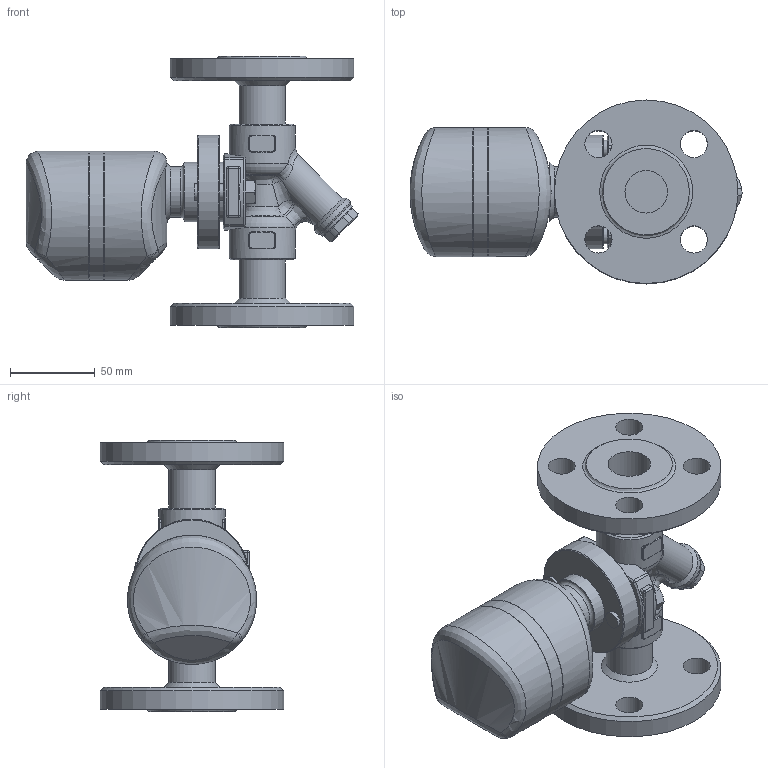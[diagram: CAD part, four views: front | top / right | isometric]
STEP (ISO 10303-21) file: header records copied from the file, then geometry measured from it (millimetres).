
FILE_DESCRIPTION((''),'2;1');
FILE_NAME('fs300-025-a0150-00.stp','2010-05-14T13:03:38',('nakaot'),(''),'Autodesk Inventor 2008','Autodesk Inventor 2008','');
FILE_SCHEMA(('AUTOMOTIVE_DESIGN { 1 0 10303 214 1 1 1 1 }'));
Length unit declared in the file: millimetre
Products named in the file (1): fs300-025-a0150-00
Bounding box: 195.34 x 108 x 160 mm (x, y, z)
Volume: 762024.2 mm3; surface area: 117046.9 mm2
Topology: 1 solids, 3 shells, 368 faces, 884 edges, 526 vertices
Faces by surface type: bspline 110, cylinder 106, plane 94, cone 34, torus 20, sphere 4
Full cylindrical faces by diameter (mm): 10 x2, 10.5 x1, 16 x4, 17 x1, 23 x1, 25 x2, 27 x1, 27.2 x1, 30 x1, 33 x1, 35 x3, 39 x2, 60 x2, 67 x1, 76 x2, 108 x1
Entity records: 16629 total; most frequent: CARTESIAN_POINT 9010, ORIENTED_EDGE 1578, DIRECTION 1458, EDGE_CURVE 789, AXIS2_PLACEMENT_3D 607, VERTEX_POINT 508, EDGE_LOOP 473, FACE_OUTER_BOUND 368
